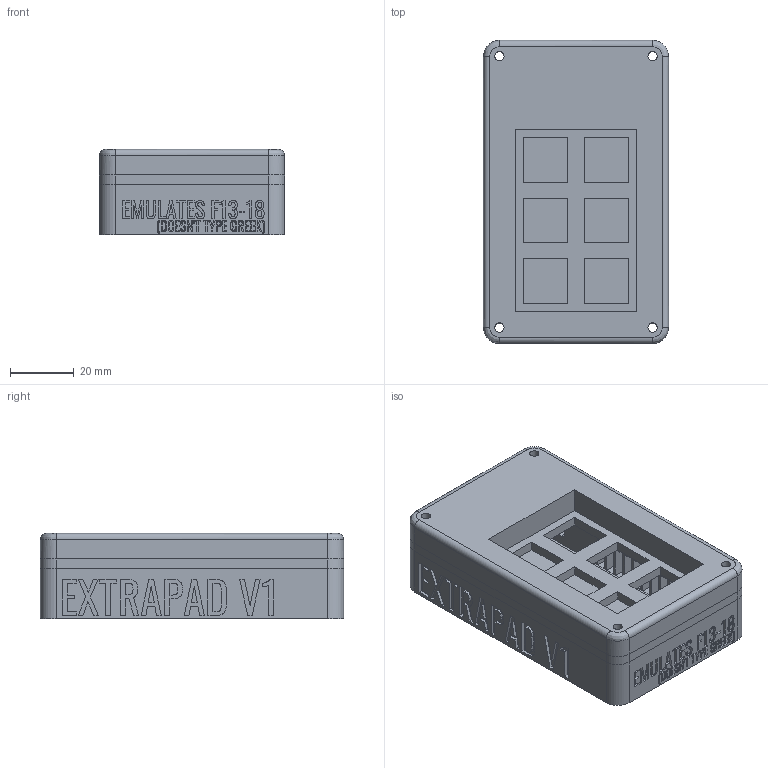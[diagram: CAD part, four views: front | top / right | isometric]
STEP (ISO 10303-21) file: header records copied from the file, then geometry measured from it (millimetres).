
FILE_DESCRIPTION(/* description */ ('STEP AP242','CAx-IF Rec.Pracs.---Representation and Presentation of Product Manufacturing Information (PMI)---4.0---2014-10-13','CAx-IF Rec.Pracs.---3D Tessellated Geometry---0.4---2014-09-14','2;1'),/* implementation_level */ '2;1');
FILE_NAME(/* name */ '671a6953c2140f176d951f5a',/* time_stamp */ '2024-10-24T15:35:49Z',/* author */ (''),/* organization */ (''),/* preprocessor_version */ 'ST-DEVELOPER v20',/* originating_system */ ' ',/* authorisation */ ' ');
FILE_SCHEMA (('AP242_MANAGED_MODEL_BASED_3D_ENGINEERING_MIM_LF { 1 0 10303 442 1 1 4 }'));
Length unit declared in the file: metre
Products named in the file (3): Topper 2; Base; Topper
Bounding box: 58 x 95 x 26.69 mm (x, y, z)
Volume: 83331.4 mm3; surface area: 43879.4 mm2
Topology: 3 solids, 3 shells, 888 faces, 2483 edges, 1645 vertices
Faces by surface type: plane 525, bspline 193, cylinder 170
Full cylindrical faces by diameter (mm): 2.9 x12
Entity records: 29388 total; most frequent: CARTESIAN_POINT 7410, ORIENTED_EDGE 4942, DIRECTION 3809, EDGE_CURVE 2471, LINE 1741, VECTOR 1741, VERTEX_POINT 1645, AXIS2_PLACEMENT_3D 1034
